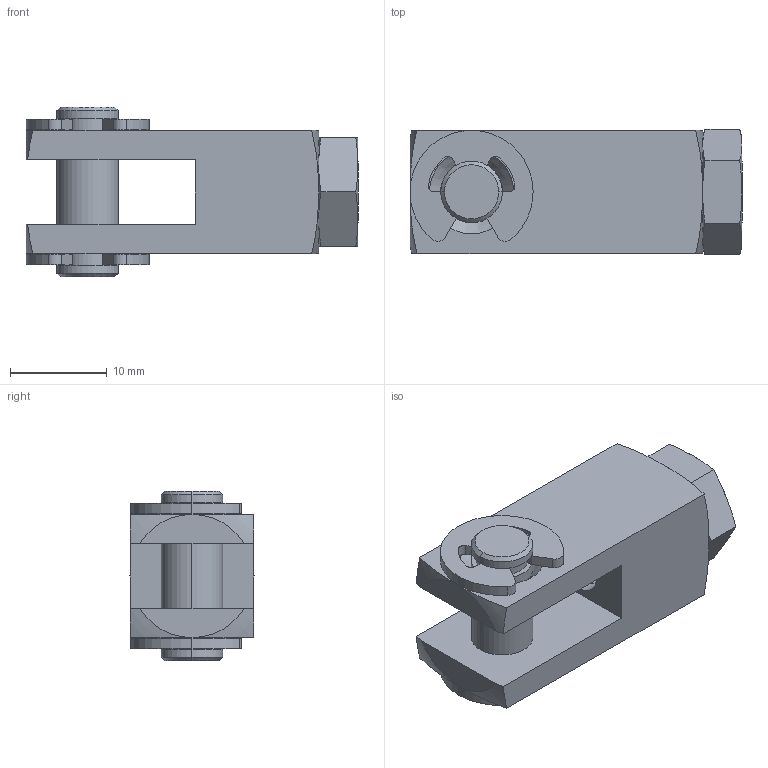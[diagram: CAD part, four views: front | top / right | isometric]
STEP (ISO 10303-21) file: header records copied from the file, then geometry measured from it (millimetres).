
FILE_DESCRIPTION (( 'STEP AP214' ), '1' );
FILE_NAME ('ARC-14-28.step', '2017-08-21T12:56:06', ( '' ), ( '' ), 'SwSTEP 2.0', 'SolidWorks 2017', '' );
FILE_SCHEMA (( 'AUTOMOTIVE_DESIGN' ));
Length unit declared in the file: inch
Products named in the file (1): ARC-14-28
Bounding box: 34.24 x 12.9 x 17.53 mm (x, y, z)
Volume: 3894.6 mm3; surface area: 3424.7 mm2
Topology: 5 solids, 5 shells, 140 faces, 342 edges, 217 vertices
Faces by surface type: cylinder 64, plane 41, cone 27, torus 8
Entity records: 6133 total; most frequent: CARTESIAN_POINT 856, DIRECTION 743, ORIENTED_EDGE 684, EDGE_CURVE 342, AXIS2_PLACEMENT_3D 304, VERTEX_POINT 217, CIRCLE 163, EDGE_LOOP 153
